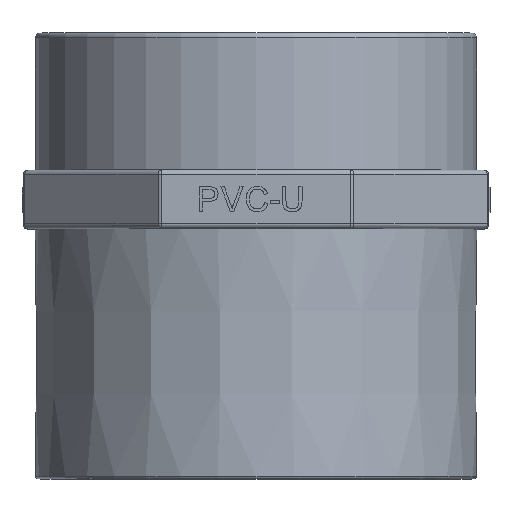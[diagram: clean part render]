
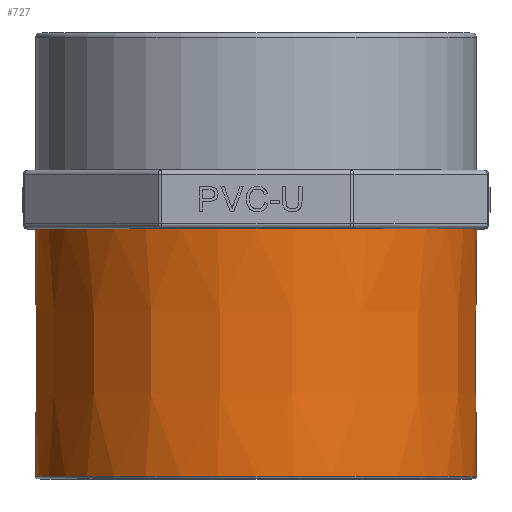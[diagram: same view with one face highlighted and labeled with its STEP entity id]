
A CAD part, top view. The second image highlights one B-rep face of the part: STEP entity #727.
In plain terms, the highlighted conical face has half-angle 0.056 degrees and reference radius 45.001 mm.
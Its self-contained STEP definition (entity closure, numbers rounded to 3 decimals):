
#673=CONICAL_SURFACE('',#7907,45.,0.056);
#727=ADVANCED_FACE('',(#3125,#3126),#673,.T.);
#3125=FACE_BOUND('',#3206,.T.);
#3126=FACE_BOUND('',#3207,.T.);
#3206=EDGE_LOOP('',(#3738));
#3207=EDGE_LOOP('',(#3739));
#3738=ORIENTED_EDGE('',*,*,#6728,.T.);
#3739=ORIENTED_EDGE('',*,*,#6727,.F.);
#5984=VERTEX_POINT('',#9503);
#5985=VERTEX_POINT('',#9506);
#6727=EDGE_CURVE('',#5984,#5984,#7811,.T.);
#6728=EDGE_CURVE('',#5985,#5985,#7812,.T.);
#7811=CIRCLE('',#7904,45.);
#7812=CIRCLE('',#7906,45.05);
#7904=AXIS2_PLACEMENT_3D('',#9502,#8287,#8288);
#7906=AXIS2_PLACEMENT_3D('',#9505,#8291,#8292);
#7907=AXIS2_PLACEMENT_3D('',#9507,#8293,#8294);
#8287=DIRECTION('',(0.,-1.,0.));
#8288=DIRECTION('',(0.,0.,-1.));
#8291=DIRECTION('',(0.,-1.,0.));
#8292=DIRECTION('',(0.,0.,-1.));
#8293=DIRECTION('',(0.,1.,0.));
#8294=DIRECTION('',(0.,0.,1.));
#9502=CARTESIAN_POINT('',(38864.341,2264.213,0.));
#9503=CARTESIAN_POINT('',(38864.341,2264.213,-45.));
#9505=CARTESIAN_POINT('',(38864.341,2314.713,0.));
#9506=CARTESIAN_POINT('',(38864.341,2314.713,-45.05));
#9507=CARTESIAN_POINT('',(38864.341,2264.213,0.));
